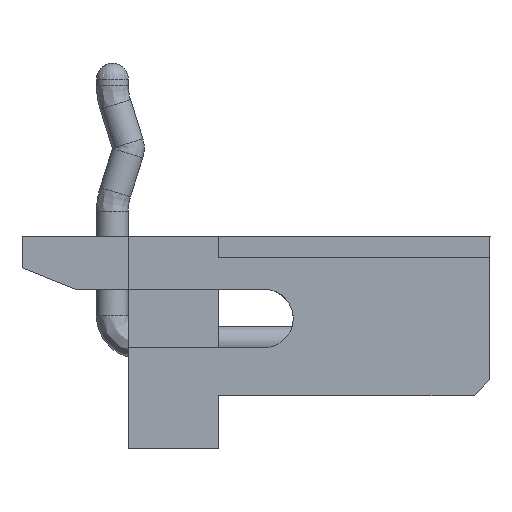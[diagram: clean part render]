
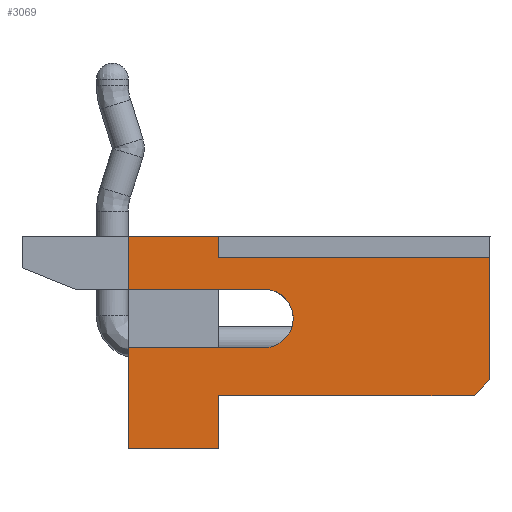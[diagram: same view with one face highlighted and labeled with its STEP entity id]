
A CAD part, left-side view. The second image highlights one B-rep face of the part: STEP entity #3069.
In plain terms, the highlighted planar face has unit normal (-1, 0, 0).
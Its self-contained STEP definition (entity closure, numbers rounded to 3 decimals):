
#2665=CARTESIAN_POINT('',(-16.011,5.955,15.307));
#2666=VERTEX_POINT('',#2665);
#2673=CARTESIAN_POINT('',(-16.011,4.255,15.307));
#2674=VERTEX_POINT('',#2673);
#2675=CARTESIAN_POINT('',(-16.011,5.955,15.307));
#2676=DIRECTION('',(0.,-1.,0.));
#2677=VECTOR('',#2676,1.7);
#2678=LINE('',#2675,#2677);
#2679=EDGE_CURVE('',#2666,#2674,#2678,.T.);
#2778=CARTESIAN_POINT('',(-16.011,4.255,11.307));
#2779=VERTEX_POINT('',#2778);
#2786=CARTESIAN_POINT('',(-16.011,5.955,11.307));
#2787=VERTEX_POINT('',#2786);
#2788=CARTESIAN_POINT('',(-16.011,4.255,11.307));
#2789=DIRECTION('',(0.,1.,0.));
#2790=VECTOR('',#2789,1.7);
#2791=LINE('',#2788,#2790);
#2792=EDGE_CURVE('',#2779,#2787,#2791,.T.);
#2963=CARTESIAN_POINT('',(-16.011,2.555,13.307));
#2964=DIRECTION('',(0.,0.,1.));
#2965=DIRECTION('',(-1.,0.,0.));
#2966=AXIS2_PLACEMENT_3D('',#2963,#2965,#2964);
#2967=PLANE('',#2966);
#2968=CARTESIAN_POINT('',(-16.011,-0.845,14.907));
#2969=VERTEX_POINT('',#2968);
#2970=CARTESIAN_POINT('',(-16.011,4.255,14.907));
#2971=VERTEX_POINT('',#2970);
#2972=CARTESIAN_POINT('',(-16.011,-0.845,14.907));
#2973=DIRECTION('',(0.,1.,0.));
#2974=VECTOR('',#2973,5.1);
#2975=LINE('',#2972,#2974);
#2976=EDGE_CURVE('',#2969,#2971,#2975,.T.);
#2977=ORIENTED_EDGE('',*,*,#2976,.T.);
#2978=CARTESIAN_POINT('',(-16.011,4.255,14.907));
#2979=DIRECTION('',(0.,0.,1.));
#2980=VECTOR('',#2979,0.4);
#2981=LINE('',#2978,#2980);
#2982=EDGE_CURVE('',#2971,#2674,#2981,.T.);
#2983=ORIENTED_EDGE('',*,*,#2982,.T.);
#2984=ORIENTED_EDGE('',*,*,#2679,.F.);
#2985=CARTESIAN_POINT('',(-16.011,5.955,14.307));
#2986=VERTEX_POINT('',#2985);
#2987=CARTESIAN_POINT('',(-16.011,5.955,15.307));
#2988=DIRECTION('',(0.,0.,-1.));
#2989=VECTOR('',#2988,1.);
#2990=LINE('',#2987,#2989);
#2991=EDGE_CURVE('',#2666,#2986,#2990,.T.);
#2992=ORIENTED_EDGE('',*,*,#2991,.T.);
#2993=CARTESIAN_POINT('',(-16.011,3.405,14.307));
#2994=VERTEX_POINT('',#2993);
#2995=CARTESIAN_POINT('',(-16.011,5.955,14.307));
#2996=DIRECTION('',(0.,-1.,0.));
#2997=VECTOR('',#2996,2.55);
#2998=LINE('',#2995,#2997);
#2999=EDGE_CURVE('',#2986,#2994,#2998,.T.);
#3000=ORIENTED_EDGE('',*,*,#2999,.T.);
#3001=CARTESIAN_POINT('',(-16.011,3.405,13.207));
#3002=VERTEX_POINT('',#3001);
#3003=CARTESIAN_POINT('',(-16.011,3.405,14.307));
#3004=CARTESIAN_POINT('',(-16.011,3.36,14.307));
#3005=CARTESIAN_POINT('',(-16.011,3.272,14.296));
#3006=CARTESIAN_POINT('',(-16.011,3.146,14.248));
#3007=CARTESIAN_POINT('',(-16.011,3.036,14.172));
#3008=CARTESIAN_POINT('',(-16.011,2.948,14.073));
#3009=CARTESIAN_POINT('',(-16.011,2.886,13.955));
#3010=CARTESIAN_POINT('',(-16.011,2.854,13.825));
#3011=CARTESIAN_POINT('',(-16.011,2.853,13.692));
#3012=CARTESIAN_POINT('',(-16.011,2.885,13.562));
#3013=CARTESIAN_POINT('',(-16.011,2.946,13.443));
#3014=CARTESIAN_POINT('',(-16.011,3.034,13.343));
#3015=CARTESIAN_POINT('',(-16.011,3.145,13.266));
#3016=CARTESIAN_POINT('',(-16.011,3.271,13.218));
#3017=CARTESIAN_POINT('',(-16.011,3.36,13.207));
#3018=CARTESIAN_POINT('',(-16.011,3.405,13.207));
#3019=B_SPLINE_CURVE_WITH_KNOTS('',3,(#3003,#3004,#3005,#3006,#3007,#3008,#3009,#3010,#3011,#3012,#3013,#3014,#3015,#3016,#3017,#3018),.UNSPECIFIED.,.F.,.U.,(4,1,1,1,1,1,1,1,1,1,1,1,1,4),(0.,0.077,0.154,0.231,0.307,0.384,0.461,0.537,0.614,0.691,0.768,0.845,0.923,1.),.UNSPECIFIED.);
#3020=EDGE_CURVE('',#2994,#3002,#3019,.T.);
#3021=ORIENTED_EDGE('',*,*,#3020,.T.);
#3022=CARTESIAN_POINT('',(-16.011,5.955,13.207));
#3023=VERTEX_POINT('',#3022);
#3024=CARTESIAN_POINT('',(-16.011,3.405,13.207));
#3025=DIRECTION('',(0.,1.,0.));
#3026=VECTOR('',#3025,2.55);
#3027=LINE('',#3024,#3026);
#3028=EDGE_CURVE('',#3002,#3023,#3027,.T.);
#3029=ORIENTED_EDGE('',*,*,#3028,.T.);
#3030=CARTESIAN_POINT('',(-16.011,5.955,13.207));
#3031=DIRECTION('',(0.,0.,-1.));
#3032=VECTOR('',#3031,1.9);
#3033=LINE('',#3030,#3032);
#3034=EDGE_CURVE('',#3023,#2787,#3033,.T.);
#3035=ORIENTED_EDGE('',*,*,#3034,.T.);
#3036=ORIENTED_EDGE('',*,*,#2792,.F.);
#3037=CARTESIAN_POINT('',(-16.011,4.255,12.307));
#3038=VERTEX_POINT('',#3037);
#3039=CARTESIAN_POINT('',(-16.011,4.255,12.307));
#3040=DIRECTION('',(0.,0.,-1.));
#3041=VECTOR('',#3040,1.);
#3042=LINE('',#3039,#3041);
#3043=EDGE_CURVE('',#3038,#2779,#3042,.T.);
#3044=ORIENTED_EDGE('',*,*,#3043,.F.);
#3045=CARTESIAN_POINT('',(-16.011,-0.545,12.307));
#3046=VERTEX_POINT('',#3045);
#3047=CARTESIAN_POINT('',(-16.011,4.255,12.307));
#3048=DIRECTION('',(0.,-1.,0.));
#3049=VECTOR('',#3048,4.8);
#3050=LINE('',#3047,#3049);
#3051=EDGE_CURVE('',#3038,#3046,#3050,.T.);
#3052=ORIENTED_EDGE('',*,*,#3051,.T.);
#3053=CARTESIAN_POINT('',(-16.011,-0.845,12.607));
#3054=VERTEX_POINT('',#3053);
#3055=CARTESIAN_POINT('',(-16.011,-0.545,12.307));
#3056=DIRECTION('',(0.,-0.707,0.707));
#3057=VECTOR('',#3056,0.424);
#3058=LINE('',#3055,#3057);
#3059=EDGE_CURVE('',#3046,#3054,#3058,.T.);
#3060=ORIENTED_EDGE('',*,*,#3059,.T.);
#3061=CARTESIAN_POINT('',(-16.011,-0.845,12.607));
#3062=DIRECTION('',(0.,0.,1.));
#3063=VECTOR('',#3062,2.3);
#3064=LINE('',#3061,#3063);
#3065=EDGE_CURVE('',#3054,#2969,#3064,.T.);
#3066=ORIENTED_EDGE('',*,*,#3065,.T.);
#3067=EDGE_LOOP('',(#2977,#2983,#2984,#2992,#3000,#3021,#3029,#3035,#3036,#3044,#3052,#3060,#3066));
#3068=FACE_OUTER_BOUND('',#3067,.T.);
#3069=ADVANCED_FACE('',(#3068),#2967,.T.);
